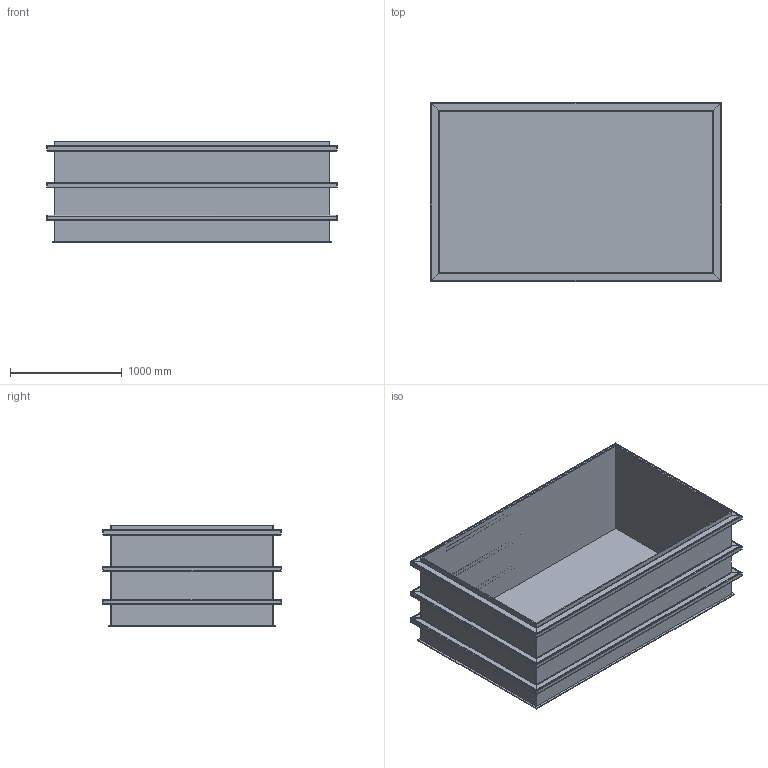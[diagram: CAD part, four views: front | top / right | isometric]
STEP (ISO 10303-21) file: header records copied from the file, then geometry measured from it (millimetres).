
FILE_DESCRIPTION(/* description */ (''),/* implementation_level */ '2;1');
FILE_NAME(/* name */ 'D618333-0_-Auffangvorrichtung_3000.stp',/* time_stamp */ '2021-02-10T10:31:23+01:00',/* author */ ('sk'),/* organization */ (''),/* preprocessor_version */ 'ST-DEVELOPER v17',/* originating_system */ 'Autodesk Inventor 2019',/* authorisation */ '');
FILE_SCHEMA (('AUTOMOTIVE_DESIGN { 1 0 10303 214 3 1 1 }'));
Length unit declared in the file: millimetre
Products named in the file (10): D618333; D618340-0_-Bodenplatte; D618341; D618342; .; ._1; ._2; ._3; D618334; D618335
Assembly tree (29 placements, depth 2):
  D618333
    D618340-0_-Bodenplatte
    D618341  x2
    D618342  x2
    .  x2
    ._1  x2
    ._2  x4
    ._3  x4
    D618334  x6
    D618335  x6
Bounding box: 2598 x 1598 x 908 mm (x, y, z)
Volume: 129303870.4 mm3; surface area: 39160217.3 mm2
Topology: 29 solids, 29 shells, 414 faces, 1068 edges, 712 vertices
Faces by surface type: plane 270, cylinder 144
Entity records: 4116 total; most frequent: DIRECTION 694, CARTESIAN_POINT 657, ORIENTED_EDGE 600, EDGE_CURVE 300, AXIS2_PLACEMENT_3D 237, LINE 220, VECTOR 220, VERTEX_POINT 200
